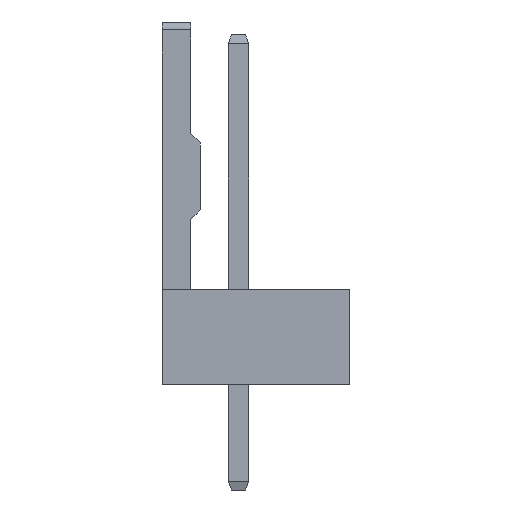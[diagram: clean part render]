
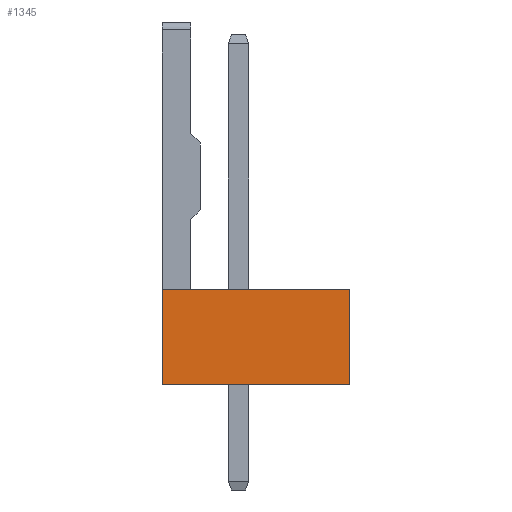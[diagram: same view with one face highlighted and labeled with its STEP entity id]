
A CAD part, left-side view. The second image highlights one B-rep face of the part: STEP entity #1345.
In plain terms, the highlighted planar face has unit normal (-1, 0, 0).
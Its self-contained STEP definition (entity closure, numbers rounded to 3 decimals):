
#163 = ORIENTED_EDGE ( 'NONE', *, *, #5603, .F. ) ;
#207 = VERTEX_POINT ( 'NONE', #2736 ) ;
#323 = DIRECTION ( 'NONE',  ( 0., -1., 0. ) ) ;
#345 = ORIENTED_EDGE ( 'NONE', *, *, #7358, .T. ) ;
#418 = EDGE_LOOP ( 'NONE', ( #1364, #163, #345, #3752 ) ) ;
#474 = CARTESIAN_POINT ( 'NONE',  ( -1.27, 2.4, 0. ) ) ;
#1288 = CARTESIAN_POINT ( 'NONE',  ( -1.27, 2.4, 3. ) ) ;
#1345 = ADVANCED_FACE ( 'NONE', ( #3539 ), #7025, .T. ) ;
#1364 = ORIENTED_EDGE ( 'NONE', *, *, #7606, .T. ) ;
#2070 = VERTEX_POINT ( 'NONE', #3550 ) ;
#2331 = AXIS2_PLACEMENT_3D ( 'NONE', #474, #9158, #2618 ) ;
#2618 = DIRECTION ( 'NONE',  ( 0., 0., 1. ) ) ;
#2736 = CARTESIAN_POINT ( 'NONE',  ( -1.27, -3.5, 0. ) ) ;
#3002 = VECTOR ( 'NONE', #8621, 1000. ) ;
#3539 = FACE_OUTER_BOUND ( 'NONE', #418, .T. ) ;
#3550 = CARTESIAN_POINT ( 'NONE',  ( -1.27, 2.4, 0. ) ) ;
#3748 = DIRECTION ( 'NONE',  ( 0., 0., 1. ) ) ;
#3752 = ORIENTED_EDGE ( 'NONE', *, *, #4499, .T. ) ;
#3852 = VERTEX_POINT ( 'NONE', #1288 ) ;
#3955 = LINE ( 'NONE', #7754, #4292 ) ;
#4292 = VECTOR ( 'NONE', #8497, 1000. ) ;
#4499 = EDGE_CURVE ( 'NONE', #207, #9310, #5369, .T. ) ;
#4689 = CARTESIAN_POINT ( 'NONE',  ( -1.27, 2.4, 0. ) ) ;
#5258 = CARTESIAN_POINT ( 'NONE',  ( -1.27, -3.5, 0. ) ) ;
#5369 = LINE ( 'NONE', #5258, #5696 ) ;
#5603 = EDGE_CURVE ( 'NONE', #2070, #3852, #3955, .T. ) ;
#5696 = VECTOR ( 'NONE', #3748, 1000. ) ;
#5948 = LINE ( 'NONE', #4689, #7432 ) ;
#6508 = CARTESIAN_POINT ( 'NONE',  ( -1.27, -3.5, 3. ) ) ;
#6870 = LINE ( 'NONE', #9333, #3002 ) ;
#7025 = PLANE ( 'NONE',  #2331 ) ;
#7358 = EDGE_CURVE ( 'NONE', #2070, #207, #5948, .T. ) ;
#7432 = VECTOR ( 'NONE', #323, 1000. ) ;
#7606 = EDGE_CURVE ( 'NONE', #9310, #3852, #6870, .T. ) ;
#7754 = CARTESIAN_POINT ( 'NONE',  ( -1.27, 2.4, 0. ) ) ;
#8497 = DIRECTION ( 'NONE',  ( 0., 0., 1. ) ) ;
#8621 = DIRECTION ( 'NONE',  ( 0., 1., 0. ) ) ;
#9158 = DIRECTION ( 'NONE',  ( -1., 0., 0. ) ) ;
#9310 = VERTEX_POINT ( 'NONE', #6508 ) ;
#9333 = CARTESIAN_POINT ( 'NONE',  ( -1.27, 2.4, 3. ) ) ;
